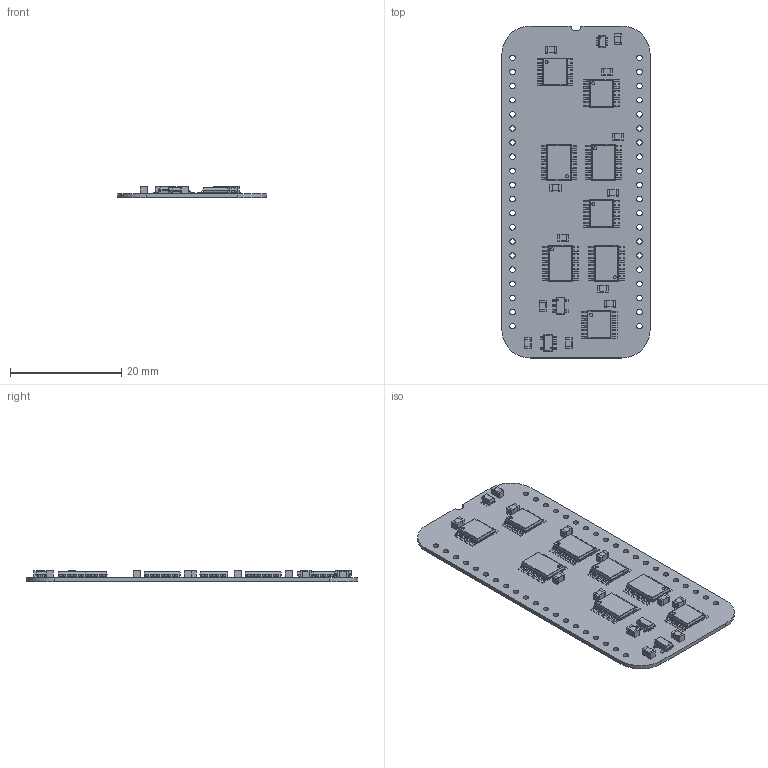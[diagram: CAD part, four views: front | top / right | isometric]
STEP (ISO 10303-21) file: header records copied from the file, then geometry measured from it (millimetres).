
FILE_DESCRIPTION(('KiCad electronic assembly'),'2;1');
FILE_NAME('Counter 16bit with IO.step','2024-08-15T18:28:13',('Pcbnew'), ('Kicad'),'Open CASCADE STEP processor 7.8','KiCad to STEP converter', 'Unknown');
FILE_SCHEMA(('AUTOMOTIVE_DESIGN { 1 0 10303 214 1 1 1 1 }'));
Length unit declared in the file: millimetre
Products named in the file (14): Counter 16bit with IO 1; C_0805_2012Metric; 74LVC273PW,118; ASSEMBLY; MC74VHC139DR2G; M74VHC1G126DTT1G; 74LVC2G04GW-Q100H; AP7365-33WG-7; Counter 16bit with IO_PCB
Assembly tree (30 placements, depth 3):
  Counter 16bit with IO 1
    C_0805_2012Metric  x12
      C_0805_2012Metric
    74LVC273PW,118  x4
      ASSEMBLY
    MC74VHC139DR2G  x4
      ASSEMBLY
    M74VHC1G126DTT1G
      ASSEMBLY
    74LVC2G04GW-Q100H
      ASSEMBLY
    AP7365-33WG-7
      ASSEMBLY
    Counter 16bit with IO_PCB
Bounding box: 26.67 x 59.69 x 2.05 mm (x, y, z)
Volume: 1323.6 mm3; surface area: 4165 mm2
Topology: 184 solids, 184 shells, 2732 faces, 6811 edges, 4482 vertices
Faces by surface type: plane 1964, cylinder 768
Full cylindrical faces by diameter (mm): 0.156 x1, 0.188 x1, 0.2 x1, 0.55 x8, 1 x40
Entity records: 26476 total; most frequent: CARTESIAN_POINT 4502, DIRECTION 4463, ORIENTED_EDGE 4346, EDGE_CURVE 2173, LINE 1697, VECTOR 1697, VERTEX_POINT 1422, AXIS2_PLACEMENT_3D 1383
